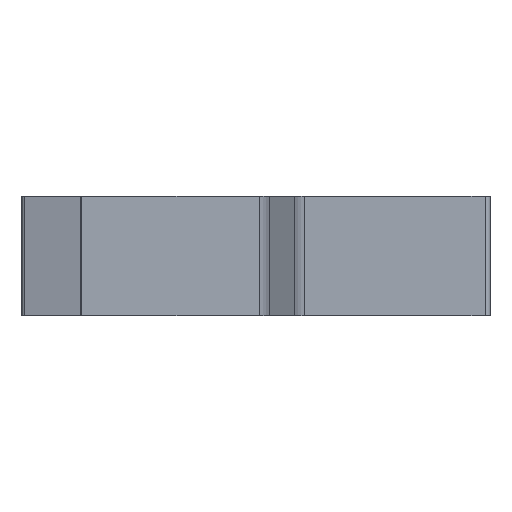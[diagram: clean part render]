
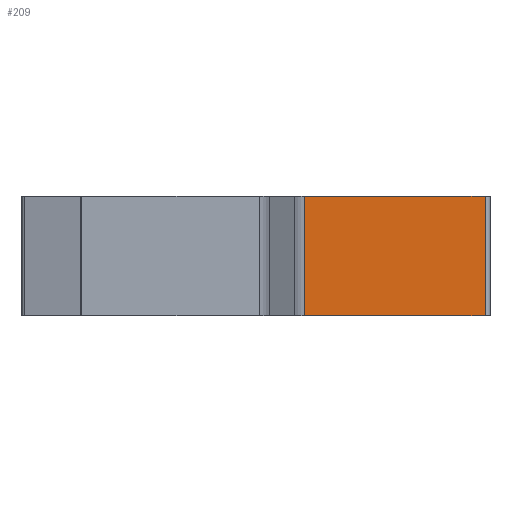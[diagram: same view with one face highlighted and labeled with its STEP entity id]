
A CAD part, left-side view. The second image highlights one B-rep face of the part: STEP entity #209.
In plain terms, the highlighted planar face has unit normal (-1, 0, 0).
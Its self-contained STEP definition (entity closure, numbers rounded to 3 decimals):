
#103=PLANE('',#3377);
#209=ADVANCED_FACE('',(#448),#103,.F.);
#448=FACE_OUTER_BOUND('',#614,.T.);
#614=EDGE_LOOP('',(#1610,#1611,#1612,#1613));
#860=LINE('',#4999,#1160);
#861=LINE('',#5003,#1161);
#862=LINE('',#5005,#1162);
#863=LINE('',#5007,#1163);
#1160=VECTOR('',#3985,1.);
#1161=VECTOR('',#3990,1.);
#1162=VECTOR('',#3991,1.);
#1163=VECTOR('',#3992,1.);
#1610=ORIENTED_EDGE('',*,*,#2823,.T.);
#1611=ORIENTED_EDGE('',*,*,#2824,.F.);
#1612=ORIENTED_EDGE('',*,*,#2825,.F.);
#1613=ORIENTED_EDGE('',*,*,#2821,.T.);
#2454=VERTEX_POINT('',#4998);
#2455=VERTEX_POINT('',#5000);
#2456=VERTEX_POINT('',#5004);
#2457=VERTEX_POINT('',#5006);
#2821=EDGE_CURVE('',#2455,#2454,#860,.T.);
#2823=EDGE_CURVE('',#2454,#2456,#861,.T.);
#2824=EDGE_CURVE('',#2457,#2456,#862,.T.);
#2825=EDGE_CURVE('',#2455,#2457,#863,.T.);
#3377=AXIS2_PLACEMENT_3D('',#5008,#3993,#3994);
#3985=DIRECTION('',(0.,0.,-1.));
#3990=DIRECTION('',(0.,-1.,0.));
#3991=DIRECTION('',(0.,0.,-1.));
#3992=DIRECTION('',(0.,-1.,0.));
#3993=DIRECTION('',(1.,0.,0.));
#3994=DIRECTION('',(0.,0.,1.));
#4998=CARTESIAN_POINT('',(-32.25,11.864,0.));
#4999=CARTESIAN_POINT('',(-32.25,11.864,12.1));
#5000=CARTESIAN_POINT('',(-32.25,11.864,12.1));
#5003=CARTESIAN_POINT('',(-32.25,11.864,0.));
#5004=CARTESIAN_POINT('',(-32.25,-6.4,0.));
#5005=CARTESIAN_POINT('',(-32.25,-6.4,12.1));
#5006=CARTESIAN_POINT('',(-32.25,-6.4,12.1));
#5007=CARTESIAN_POINT('',(-32.25,11.864,12.1));
#5008=CARTESIAN_POINT('',(-32.25,11.864,12.1));
